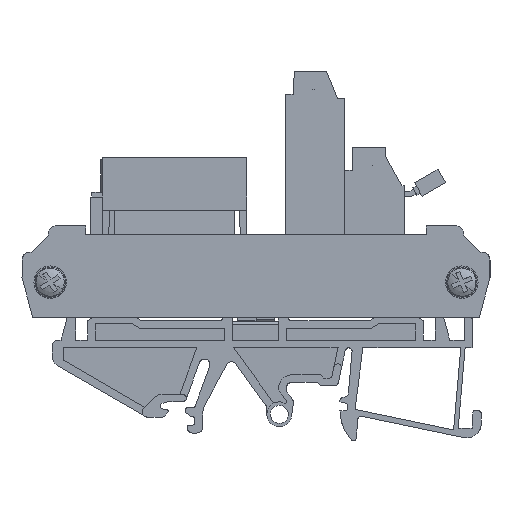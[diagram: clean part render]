
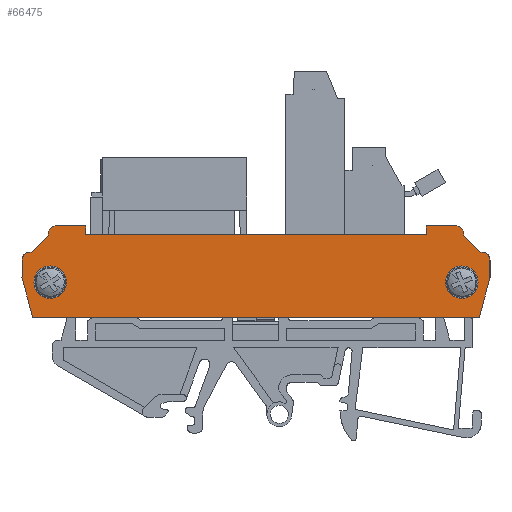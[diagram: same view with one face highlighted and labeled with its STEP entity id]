
A CAD part, left-side view. The second image highlights one B-rep face of the part: STEP entity #66475.
In plain terms, the highlighted planar face has unit normal (-1, 0, 0).
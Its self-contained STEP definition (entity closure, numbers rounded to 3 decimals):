
#13401=AXIS2_PLACEMENT_3D('Circle Axis2P3D',#13399,#13400,$) ;
#13433=AXIS2_PLACEMENT_3D('Circle Axis2P3D',#13431,#13432,$) ;
#18200=AXIS2_PLACEMENT_3D('Circle Axis2P3D',#18198,#18199,$) ;
#18232=AXIS2_PLACEMENT_3D('Circle Axis2P3D',#18230,#18231,$) ;
#19705=AXIS2_PLACEMENT_3D('Circle Axis2P3D',#19703,#19704,$) ;
#19735=AXIS2_PLACEMENT_3D('Circle Axis2P3D',#19733,#19734,$) ;
#19769=AXIS2_PLACEMENT_3D('Circle Axis2P3D',#19767,#19768,$) ;
#19799=AXIS2_PLACEMENT_3D('Circle Axis2P3D',#19797,#19798,$) ;
#66409=AXIS2_PLACEMENT_3D('Plane Axis2P3D',#66406,#66407,#66408) ;
#13396=CARTESIAN_POINT('Vertex',(0.,6.37,39.652)) ;
#13399=CARTESIAN_POINT('Axis2P3D Location',(0.,6.37,38.152)) ;
#13403=CARTESIAN_POINT('Vertex',(0.,4.87,38.152)) ;
#13428=CARTESIAN_POINT('Vertex',(0.,1.723,34.775)) ;
#13431=CARTESIAN_POINT('Axis2P3D Location',(0.,1.5,33.292)) ;
#13435=CARTESIAN_POINT('Vertex',(0.,0.,33.292)) ;
#18195=CARTESIAN_POINT('Vertex',(0.,86.4,33.292)) ;
#18198=CARTESIAN_POINT('Axis2P3D Location',(0.,84.9,33.292)) ;
#18202=CARTESIAN_POINT('Vertex',(0.,84.677,34.775)) ;
#18227=CARTESIAN_POINT('Vertex',(0.,81.53,38.152)) ;
#18230=CARTESIAN_POINT('Axis2P3D Location',(0.,80.03,38.152)) ;
#18234=CARTESIAN_POINT('Vertex',(0.,80.03,39.652)) ;
#19586=CARTESIAN_POINT('Vertex',(0.,11.8,38.052)) ;
#19591=CARTESIAN_POINT('Line Origine',(0.,11.8,38.852)) ;
#19595=CARTESIAN_POINT('Vertex',(0.,11.8,39.652)) ;
#19627=CARTESIAN_POINT('Vertex',(0.,74.6,38.052)) ;
#19632=CARTESIAN_POINT('Line Origine',(0.,43.2,38.052)) ;
#19659=CARTESIAN_POINT('Vertex',(0.,74.6,39.652)) ;
#19664=CARTESIAN_POINT('Line Origine',(0.,74.6,38.852)) ;
#19700=CARTESIAN_POINT('Vertex',(0.,8.2,29.252)) ;
#19703=CARTESIAN_POINT('Axis2P3D Location',(0.,5.2,29.252)) ;
#19707=CARTESIAN_POINT('Vertex',(0.,2.2,29.252)) ;
#19733=CARTESIAN_POINT('Axis2P3D Location',(0.,5.2,29.252)) ;
#19764=CARTESIAN_POINT('Vertex',(0.,84.2,29.252)) ;
#19767=CARTESIAN_POINT('Axis2P3D Location',(0.,81.2,29.252)) ;
#19771=CARTESIAN_POINT('Vertex',(0.,78.2,29.252)) ;
#19797=CARTESIAN_POINT('Axis2P3D Location',(0.,81.2,29.252)) ;
#63291=CARTESIAN_POINT('Line Origine',(0.,77.315,39.652)) ;
#63320=CARTESIAN_POINT('Vertex',(0.,81.53,37.922)) ;
#63323=CARTESIAN_POINT('Line Origine',(0.,81.53,38.037)) ;
#63341=CARTESIAN_POINT('Line Origine',(0.,83.103,36.349)) ;
#63363=CARTESIAN_POINT('Vertex',(0.,86.4,30.084)) ;
#63366=CARTESIAN_POINT('Line Origine',(0.,86.4,31.688)) ;
#63484=CARTESIAN_POINT('Vertex',(0.,84.435,22.752)) ;
#63487=CARTESIAN_POINT('Line Origine',(0.,85.418,26.418)) ;
#66406=CARTESIAN_POINT('Axis2P3D Location',(0.,1.5,33.292)) ;
#66411=CARTESIAN_POINT('Line Origine',(0.,3.297,36.349)) ;
#66415=CARTESIAN_POINT('Vertex',(0.,4.87,37.922)) ;
#66418=CARTESIAN_POINT('Line Origine',(0.,4.87,38.037)) ;
#66423=CARTESIAN_POINT('Line Origine',(0.,9.085,39.652)) ;
#66428=CARTESIAN_POINT('Line Origine',(0.,43.2,22.752)) ;
#66432=CARTESIAN_POINT('Vertex',(0.,1.965,22.752)) ;
#66435=CARTESIAN_POINT('Line Origine',(0.,0.982,26.418)) ;
#66439=CARTESIAN_POINT('Vertex',(0.,0.,30.084)) ;
#66442=CARTESIAN_POINT('Line Origine',(0.,0.,31.688)) ;
#13400=DIRECTION('Axis2P3D Direction',(1.,0.,0.)) ;
#13432=DIRECTION('Axis2P3D Direction',(1.,0.,0.)) ;
#18199=DIRECTION('Axis2P3D Direction',(1.,0.,0.)) ;
#18231=DIRECTION('Axis2P3D Direction',(1.,0.,0.)) ;
#19592=DIRECTION('Vector Direction',(0.,0.,1.)) ;
#19633=DIRECTION('Vector Direction',(0.,-1.,0.)) ;
#19665=DIRECTION('Vector Direction',(0.,0.,-1.)) ;
#19704=DIRECTION('Axis2P3D Direction',(-1.,0.,0.)) ;
#19734=DIRECTION('Axis2P3D Direction',(-1.,0.,0.)) ;
#19768=DIRECTION('Axis2P3D Direction',(-1.,0.,0.)) ;
#19798=DIRECTION('Axis2P3D Direction',(-1.,0.,0.)) ;
#63292=DIRECTION('Vector Direction',(0.,-1.,0.)) ;
#63324=DIRECTION('Vector Direction',(0.,0.,-1.)) ;
#63342=DIRECTION('Vector Direction',(0.,-0.707,0.707)) ;
#63367=DIRECTION('Vector Direction',(0.,0.,1.)) ;
#63488=DIRECTION('Vector Direction',(0.,0.259,0.966)) ;
#66407=DIRECTION('Axis2P3D Direction',(1.,0.,0.)) ;
#66408=DIRECTION('Axis2P3D XDirection',(0.,1.,0.)) ;
#66412=DIRECTION('Vector Direction',(0.,-0.707,-0.707)) ;
#66419=DIRECTION('Vector Direction',(0.,0.,1.)) ;
#66424=DIRECTION('Vector Direction',(0.,-1.,0.)) ;
#66429=DIRECTION('Vector Direction',(0.,1.,0.)) ;
#66436=DIRECTION('Vector Direction',(0.,0.259,-0.966)) ;
#66443=DIRECTION('Vector Direction',(0.,0.,-1.)) ;
#19593=VECTOR('Line Direction',#19592,1.) ;
#19634=VECTOR('Line Direction',#19633,1.) ;
#19666=VECTOR('Line Direction',#19665,1.) ;
#63293=VECTOR('Line Direction',#63292,1.) ;
#63325=VECTOR('Line Direction',#63324,1.) ;
#63343=VECTOR('Line Direction',#63342,1.) ;
#63368=VECTOR('Line Direction',#63367,1.) ;
#63489=VECTOR('Line Direction',#63488,1.) ;
#66413=VECTOR('Line Direction',#66412,1.) ;
#66420=VECTOR('Line Direction',#66419,1.) ;
#66425=VECTOR('Line Direction',#66424,1.) ;
#66430=VECTOR('Line Direction',#66429,1.) ;
#66437=VECTOR('Line Direction',#66436,1.) ;
#66444=VECTOR('Line Direction',#66443,1.) ;
#66448=ORIENTED_EDGE('',*,*,#66417,.F.) ;
#66449=ORIENTED_EDGE('',*,*,#66422,.T.) ;
#66450=ORIENTED_EDGE('',*,*,#13405,.F.) ;
#66451=ORIENTED_EDGE('',*,*,#66427,.F.) ;
#66452=ORIENTED_EDGE('',*,*,#19597,.F.) ;
#66453=ORIENTED_EDGE('',*,*,#19636,.F.) ;
#66454=ORIENTED_EDGE('',*,*,#19668,.F.) ;
#66455=ORIENTED_EDGE('',*,*,#63295,.F.) ;
#66456=ORIENTED_EDGE('',*,*,#18236,.F.) ;
#66457=ORIENTED_EDGE('',*,*,#63327,.T.) ;
#66458=ORIENTED_EDGE('',*,*,#63345,.F.) ;
#66459=ORIENTED_EDGE('',*,*,#18204,.F.) ;
#66460=ORIENTED_EDGE('',*,*,#63370,.F.) ;
#66461=ORIENTED_EDGE('',*,*,#63491,.F.) ;
#66462=ORIENTED_EDGE('',*,*,#66434,.F.) ;
#66463=ORIENTED_EDGE('',*,*,#66441,.F.) ;
#66464=ORIENTED_EDGE('',*,*,#66446,.F.) ;
#66465=ORIENTED_EDGE('',*,*,#13437,.F.) ;
#66468=ORIENTED_EDGE('',*,*,#19737,.F.) ;
#66469=ORIENTED_EDGE('',*,*,#19709,.F.) ;
#66472=ORIENTED_EDGE('',*,*,#19801,.F.) ;
#66473=ORIENTED_EDGE('',*,*,#19773,.F.) ;
#66470=FACE_BOUND('',#66467,.T.) ;
#66474=FACE_BOUND('',#66471,.T.) ;
#66475=ADVANCED_FACE('NONE',(#66466,#66470,#66474),#66410,.F.) ;
#13402=CIRCLE('generated circle',#13401,1.5) ;
#13434=CIRCLE('generated circle',#13433,1.5) ;
#18201=CIRCLE('generated circle',#18200,1.5) ;
#18233=CIRCLE('generated circle',#18232,1.5) ;
#19706=CIRCLE('generated circle',#19705,3.) ;
#19736=CIRCLE('generated circle',#19735,3.) ;
#19770=CIRCLE('generated circle',#19769,3.) ;
#19800=CIRCLE('generated circle',#19799,3.) ;
#13405=EDGE_CURVE('',#13397,#13404,#13402,.T.) ;
#13437=EDGE_CURVE('',#13429,#13436,#13434,.T.) ;
#18204=EDGE_CURVE('',#18196,#18203,#18201,.T.) ;
#18236=EDGE_CURVE('',#18228,#18235,#18233,.T.) ;
#19597=EDGE_CURVE('',#19587,#19596,#19594,.T.) ;
#19636=EDGE_CURVE('',#19628,#19587,#19635,.T.) ;
#19668=EDGE_CURVE('',#19660,#19628,#19667,.T.) ;
#19709=EDGE_CURVE('',#19701,#19708,#19706,.T.) ;
#19737=EDGE_CURVE('',#19708,#19701,#19736,.T.) ;
#19773=EDGE_CURVE('',#19765,#19772,#19770,.T.) ;
#19801=EDGE_CURVE('',#19772,#19765,#19800,.T.) ;
#63295=EDGE_CURVE('',#18235,#19660,#63294,.T.) ;
#63327=EDGE_CURVE('',#18228,#63321,#63326,.T.) ;
#63345=EDGE_CURVE('',#18203,#63321,#63344,.T.) ;
#63370=EDGE_CURVE('',#63364,#18196,#63369,.T.) ;
#63491=EDGE_CURVE('',#63485,#63364,#63490,.T.) ;
#66417=EDGE_CURVE('',#66416,#13429,#66414,.T.) ;
#66422=EDGE_CURVE('',#66416,#13404,#66421,.T.) ;
#66427=EDGE_CURVE('',#19596,#13397,#66426,.T.) ;
#66434=EDGE_CURVE('',#66433,#63485,#66431,.T.) ;
#66441=EDGE_CURVE('',#66440,#66433,#66438,.T.) ;
#66446=EDGE_CURVE('',#13436,#66440,#66445,.T.) ;
#66447=EDGE_LOOP('',(#66448,#66449,#66450,#66451,#66452,#66453,#66454,#66455,#66456,#66457,#66458,#66459,#66460,#66461,#66462,#66463,#66464,#66465)) ;
#66467=EDGE_LOOP('',(#66468,#66469)) ;
#66471=EDGE_LOOP('',(#66472,#66473)) ;
#66466=FACE_OUTER_BOUND('',#66447,.T.) ;
#19594=LINE('Line',#19591,#19593) ;
#19635=LINE('Line',#19632,#19634) ;
#19667=LINE('Line',#19664,#19666) ;
#63294=LINE('Line',#63291,#63293) ;
#63326=LINE('Line',#63323,#63325) ;
#63344=LINE('Line',#63341,#63343) ;
#63369=LINE('Line',#63366,#63368) ;
#63490=LINE('Line',#63487,#63489) ;
#66414=LINE('Line',#66411,#66413) ;
#66421=LINE('Line',#66418,#66420) ;
#66426=LINE('Line',#66423,#66425) ;
#66431=LINE('Line',#66428,#66430) ;
#66438=LINE('Line',#66435,#66437) ;
#66445=LINE('Line',#66442,#66444) ;
#66410=PLANE('',#66409) ;
#13397=VERTEX_POINT('',#13396) ;
#13404=VERTEX_POINT('',#13403) ;
#13429=VERTEX_POINT('',#13428) ;
#13436=VERTEX_POINT('',#13435) ;
#18196=VERTEX_POINT('',#18195) ;
#18203=VERTEX_POINT('',#18202) ;
#18228=VERTEX_POINT('',#18227) ;
#18235=VERTEX_POINT('',#18234) ;
#19587=VERTEX_POINT('',#19586) ;
#19596=VERTEX_POINT('',#19595) ;
#19628=VERTEX_POINT('',#19627) ;
#19660=VERTEX_POINT('',#19659) ;
#19701=VERTEX_POINT('',#19700) ;
#19708=VERTEX_POINT('',#19707) ;
#19765=VERTEX_POINT('',#19764) ;
#19772=VERTEX_POINT('',#19771) ;
#63321=VERTEX_POINT('',#63320) ;
#63364=VERTEX_POINT('',#63363) ;
#63485=VERTEX_POINT('',#63484) ;
#66416=VERTEX_POINT('',#66415) ;
#66433=VERTEX_POINT('',#66432) ;
#66440=VERTEX_POINT('',#66439) ;
